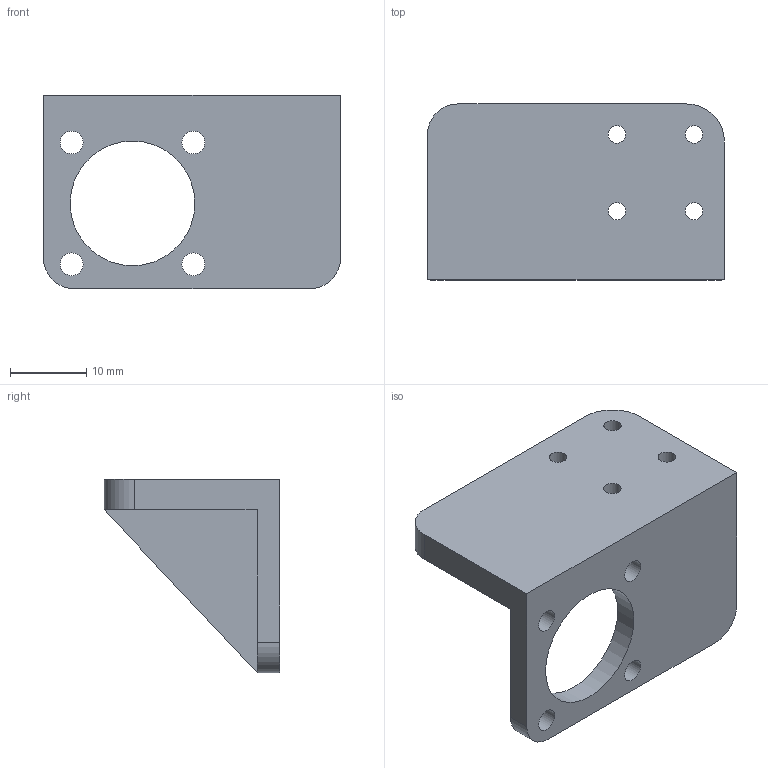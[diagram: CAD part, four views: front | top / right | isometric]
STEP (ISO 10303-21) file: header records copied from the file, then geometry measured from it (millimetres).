
FILE_DESCRIPTION(/* description */ (''),/* implementation_level */ '2;1');
FILE_NAME(/* name */ 'Nozzle Connection_v1.step',/* time_stamp */ '2025-04-08T13:46:18-04:00',/* author */ (''),/* organization */ (''),/* preprocessor_version */ 'ST-DEVELOPER v20.1',/* originating_system */ 'Autodesk Translation Framework v14.4.0.0',/* authorisation */ '');
FILE_SCHEMA (('AUTOMOTIVE_DESIGN { 1 0 10303 214 3 1 1 }'));
Length unit declared in the file: millimetre
Products named in the file (1): Nozzle Connection
Bounding box: 39.04 x 23.1 x 25.4 mm (x, y, z)
Volume: 5702.7 mm3; surface area: 4319.7 mm2
Topology: 1 solids, 1 shells, 26 faces, 68 edges, 44 vertices
Faces by surface type: cylinder 13, plane 13
Full cylindrical faces by diameter (mm): 2.3 x4, 3 x4, 16.4 x1
Entity records: 882 total; most frequent: DIRECTION 148, CARTESIAN_POINT 139, ORIENTED_EDGE 136, EDGE_CURVE 68, AXIS2_PLACEMENT_3D 53, EDGE_LOOP 44, VERTEX_POINT 44, LINE 42
